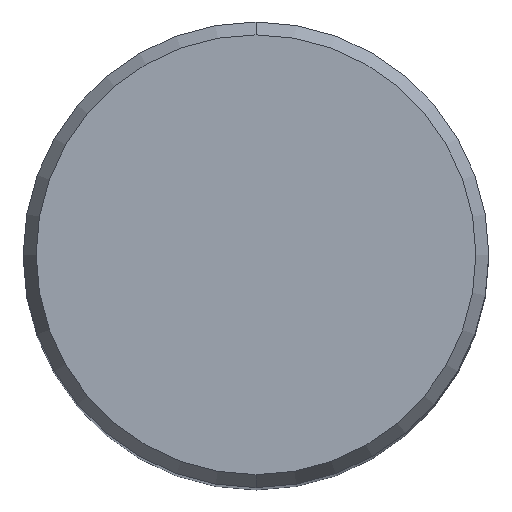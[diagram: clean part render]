
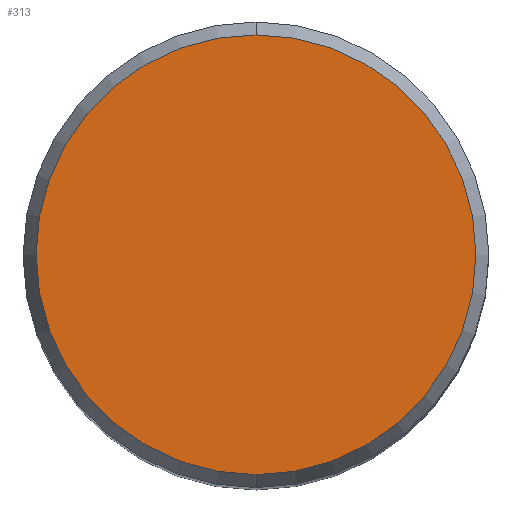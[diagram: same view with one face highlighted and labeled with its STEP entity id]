
A CAD part, top view. The second image highlights one B-rep face of the part: STEP entity #313.
In plain terms, the highlighted planar face has unit normal (0, 0, 1).
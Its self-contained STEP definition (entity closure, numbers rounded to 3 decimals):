
#171=EDGE_CURVE('',#357,#243,#463,.T.);
#243=VERTEX_POINT('',#542);
#253=EDGE_CURVE('',#243,#357,#552,.T.);
#313=ADVANCED_FACE('',(#620),#621,.T.);
#357=VERTEX_POINT('',#670);
#463=CIRCLE('',#775,11.807);
#542=CARTESIAN_POINT('',(0.,-11.807,73.567));
#552=CIRCLE('',#994,11.807);
#620=FACE_OUTER_BOUND('',#1109,.T.);
#621=PLANE('',#1110);
#670=CARTESIAN_POINT('',(0.0,11.807,73.567));
#775=AXIS2_PLACEMENT_3D('',#1422,#1423,#1424);
#994=AXIS2_PLACEMENT_3D('',#1520,#1521,#1522);
#1109=EDGE_LOOP('',(#1616,#1617));
#1110=AXIS2_PLACEMENT_3D('',#1618,#1619,#1620);
#1422=CARTESIAN_POINT('',(0.0,0.0,73.567));
#1423=DIRECTION('',(0.0,0.0,-1.0));
#1424=DIRECTION('',(0.0,1.0,0.0));
#1520=CARTESIAN_POINT('',(0.0,0.0,73.567));
#1521=DIRECTION('',(0.0,0.0,-1.0));
#1522=DIRECTION('',(0.0,1.0,0.0));
#1616=ORIENTED_EDGE('',*,*,#171,.F.);
#1617=ORIENTED_EDGE('',*,*,#253,.F.);
#1618=CARTESIAN_POINT('',(0.0,5.904,73.567));
#1619=DIRECTION('',(-0.0,0.0,1.0));
#1620=DIRECTION('',(0.0,-1.0,0.0));
